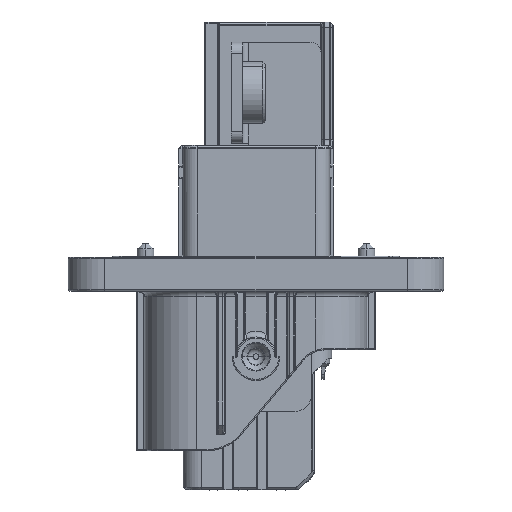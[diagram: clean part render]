
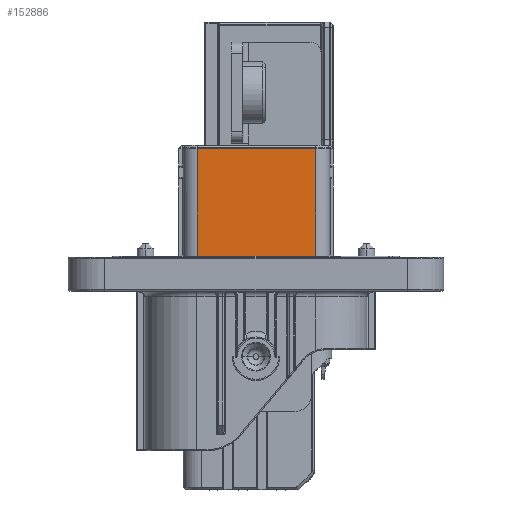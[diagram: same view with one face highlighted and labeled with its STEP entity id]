
A CAD part, left-side view. The second image highlights one B-rep face of the part: STEP entity #152886.
In plain terms, the highlighted planar face has unit normal (-1, 0, 0).
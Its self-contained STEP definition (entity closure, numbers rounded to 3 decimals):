
#236 = CARTESIAN_POINT ( 'NONE',  ( -15.75, 10.5, 25.417 ) ) ;
#2792 = VERTEX_POINT ( 'NONE', #184770 ) ;
#3284 = CARTESIAN_POINT ( 'NONE',  ( -15.75, -10.65, 6.2 ) ) ;
#4333 = DIRECTION ( 'NONE',  ( 0., 0., 1. ) ) ;
#15444 = DIRECTION ( 'NONE',  ( 0., 1., 0. ) ) ;
#16744 = VECTOR ( 'NONE', #151638, 1000. ) ;
#18293 = PLANE ( 'NONE',  #98256 ) ;
#22504 = ORIENTED_EDGE ( 'NONE', *, *, #52952, .T. ) ;
#23543 = VERTEX_POINT ( 'NONE', #3284 ) ;
#36082 = LINE ( 'NONE', #108458, #146954 ) ;
#39618 = VECTOR ( 'NONE', #114075, 1000. ) ;
#41847 = CARTESIAN_POINT ( 'NONE',  ( -15.75, 10.5, 26. ) ) ;
#46256 = DIRECTION ( 'NONE',  ( 1., 0., 0. ) ) ;
#52952 = EDGE_CURVE ( 'NONE', #2792, #23543, #179580, .T. ) ;
#75199 = CARTESIAN_POINT ( 'NONE',  ( -15.75, 13.75, 26. ) ) ;
#75459 = ORIENTED_EDGE ( 'NONE', *, *, #163117, .T. ) ;
#77490 = CARTESIAN_POINT ( 'NONE',  ( -15.75, 13.75, 6.2 ) ) ;
#83804 = EDGE_LOOP ( 'NONE', ( #75459, #22504, #131346, #105041 ) ) ;
#98256 = AXIS2_PLACEMENT_3D ( 'NONE', #75199, #46256, #15444 ) ;
#103214 = FACE_OUTER_BOUND ( 'NONE', #83804, .T. ) ;
#105041 = ORIENTED_EDGE ( 'NONE', *, *, #141840, .T. ) ;
#108458 = CARTESIAN_POINT ( 'NONE',  ( -15.75, -10.65, 26. ) ) ;
#114075 = DIRECTION ( 'NONE',  ( 0., 1., 0. ) ) ;
#117342 = VERTEX_POINT ( 'NONE', #181952 ) ;
#131346 = ORIENTED_EDGE ( 'NONE', *, *, #157787, .T. ) ;
#141840 = EDGE_CURVE ( 'NONE', #117342, #185068, #159254, .T. ) ;
#146954 = VECTOR ( 'NONE', #4333, 1000. ) ;
#151638 = DIRECTION ( 'NONE',  ( 0., -1., 0. ) ) ;
#152886 = ADVANCED_FACE ( 'NONE', ( #103214 ), #18293, .F. ) ;
#154553 = VECTOR ( 'NONE', #171994, 1000. ) ;
#157787 = EDGE_CURVE ( 'NONE', #23543, #117342, #36082, .T. ) ;
#159254 = LINE ( 'NONE', #236, #39618 ) ;
#163117 = EDGE_CURVE ( 'NONE', #185068, #2792, #173865, .T. ) ;
#171994 = DIRECTION ( 'NONE',  ( 0., 0., -1. ) ) ;
#173678 = CARTESIAN_POINT ( 'NONE',  ( -15.75, 10.5, 25.417 ) ) ;
#173865 = LINE ( 'NONE', #41847, #154553 ) ;
#179580 = LINE ( 'NONE', #77490, #16744 ) ;
#181952 = CARTESIAN_POINT ( 'NONE',  ( -15.75, -10.65, 25.417 ) ) ;
#184770 = CARTESIAN_POINT ( 'NONE',  ( -15.75, 10.5, 6.2 ) ) ;
#185068 = VERTEX_POINT ( 'NONE', #173678 ) ;
